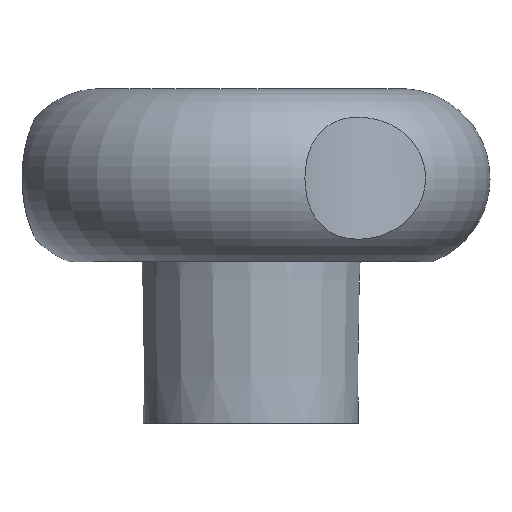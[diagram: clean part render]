
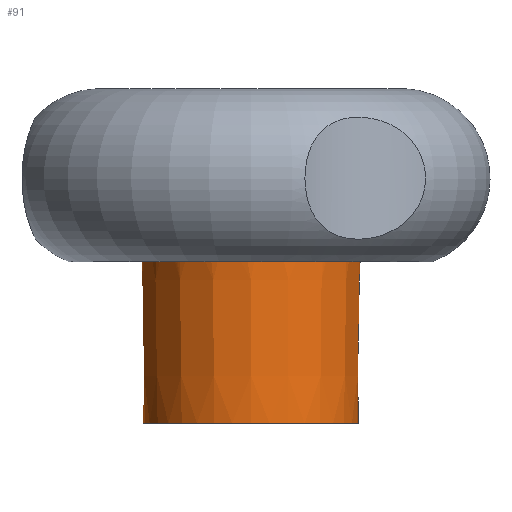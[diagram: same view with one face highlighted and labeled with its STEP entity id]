
A CAD part, left-side view. The second image highlights one B-rep face of the part: STEP entity #91.
In plain terms, the highlighted conical face has half-angle 0.983 degrees and reference radius 9 mm.
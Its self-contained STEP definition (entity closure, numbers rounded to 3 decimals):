
#91 = ADVANCED_FACE( '', ( #231, #232 ), #233, .T. );
#231 = FACE_OUTER_BOUND( '', #430, .T. );
#232 = FACE_BOUND( '', #431, .T. );
#233 = CONICAL_SURFACE( '', #432, 9., 0.017 );
#430 = EDGE_LOOP( '', ( #644, #645, #646, #647, #648, #649, #650, #651 ) );
#431 = EDGE_LOOP( '', ( #652 ) );
#432 = AXIS2_PLACEMENT_3D( '', #653, #654, #655 );
#644 = ORIENTED_EDGE( '', *, *, #1144, .F. );
#645 = ORIENTED_EDGE( '', *, *, #1145, .F. );
#646 = ORIENTED_EDGE( '', *, *, #1146, .F. );
#647 = ORIENTED_EDGE( '', *, *, #1134, .F. );
#648 = ORIENTED_EDGE( '', *, *, #1147, .F. );
#649 = ORIENTED_EDGE( '', *, *, #1148, .F. );
#650 = ORIENTED_EDGE( '', *, *, #1149, .F. );
#651 = ORIENTED_EDGE( '', *, *, #1150, .F. );
#652 = ORIENTED_EDGE( '', *, *, #1151, .T. );
#653 = CARTESIAN_POINT( '', ( 0., 0., 0. ) );
#654 = DIRECTION( '', ( 0., 0., 1. ) );
#655 = DIRECTION( '', ( 1., 0., 0. ) );
#1134 = EDGE_CURVE( '', #1341, #1337, #1343, .T. );
#1144 = EDGE_CURVE( '', #1359, #1324, #1360, .T. );
#1145 = EDGE_CURVE( '', #1361, #1359, #1362, .T. );
#1146 = EDGE_CURVE( '', #1337, #1361, #1363, .T. );
#1147 = EDGE_CURVE( '', #1364, #1341, #1365, .T. );
#1148 = EDGE_CURVE( '', #1366, #1364, #1367, .T. );
#1149 = EDGE_CURVE( '', #1368, #1366, #1369, .T. );
#1150 = EDGE_CURVE( '', #1324, #1368, #1370, .T. );
#1151 = EDGE_CURVE( '', #1371, #1371, #1372, .T. );
#1324 = VERTEX_POINT( '', #1619 );
#1337 = VERTEX_POINT( '', #1670 );
#1341 = VERTEX_POINT( '', #1683 );
#1343 = CIRCLE( '', #1694, 9.274 );
#1359 = VERTEX_POINT( '', #1724 );
#1360 = CIRCLE( '', #1725, 9.274 );
#1361 = VERTEX_POINT( '', #1726 );
#1362 = CIRCLE( '', #1727, 9.274 );
#1363 = CIRCLE( '', #1728, 9.274 );
#1364 = VERTEX_POINT( '', #1729 );
#1365 = CIRCLE( '', #1730, 9.274 );
#1366 = VERTEX_POINT( '', #1731 );
#1367 = CIRCLE( '', #1732, 9.274 );
#1368 = VERTEX_POINT( '', #1733 );
#1369 = CIRCLE( '', #1734, 9.274 );
#1370 = CIRCLE( '', #1735, 9.274 );
#1371 = VERTEX_POINT( '', #1736 );
#1372 = CIRCLE( '', #1737, 9. );
#1619 = CARTESIAN_POINT( '', ( 6.006, 7.067, 15.989 ) );
#1670 = CARTESIAN_POINT( '', ( 6.006, -7.067, 15.989 ) );
#1683 = CARTESIAN_POINT( '', ( -6.006, -7.067, 15.989 ) );
#1694 = AXIS2_PLACEMENT_3D( '', #2547, #2548, #2549 );
#1724 = CARTESIAN_POINT( '', ( 7.067, 6.006, 15.989 ) );
#1725 = AXIS2_PLACEMENT_3D( '', #2562, #2563, #2564 );
#1726 = CARTESIAN_POINT( '', ( 7.067, -6.006, 15.989 ) );
#1727 = AXIS2_PLACEMENT_3D( '', #2565, #2566, #2567 );
#1728 = AXIS2_PLACEMENT_3D( '', #2568, #2569, #2570 );
#1729 = CARTESIAN_POINT( '', ( -7.067, -6.006, 15.989 ) );
#1730 = AXIS2_PLACEMENT_3D( '', #2571, #2572, #2573 );
#1731 = CARTESIAN_POINT( '', ( -7.067, 6.006, 15.989 ) );
#1732 = AXIS2_PLACEMENT_3D( '', #2574, #2575, #2576 );
#1733 = CARTESIAN_POINT( '', ( -6.006, 7.067, 15.989 ) );
#1734 = AXIS2_PLACEMENT_3D( '', #2577, #2578, #2579 );
#1735 = AXIS2_PLACEMENT_3D( '', #2580, #2581, #2582 );
#1736 = CARTESIAN_POINT( '', ( 9., 0., 0. ) );
#1737 = AXIS2_PLACEMENT_3D( '', #2583, #2584, #2585 );
#2547 = CARTESIAN_POINT( '', ( 0., 0., 15.989 ) );
#2548 = DIRECTION( '', ( 0., 0., 1. ) );
#2549 = DIRECTION( '', ( 1., 0., 0. ) );
#2562 = CARTESIAN_POINT( '', ( 0., 0., 15.989 ) );
#2563 = DIRECTION( '', ( 0., 0., 1. ) );
#2564 = DIRECTION( '', ( 1., 0., 0. ) );
#2565 = CARTESIAN_POINT( '', ( 0., 0., 15.989 ) );
#2566 = DIRECTION( '', ( 0., 0., 1. ) );
#2567 = DIRECTION( '', ( 1., 0., 0. ) );
#2568 = CARTESIAN_POINT( '', ( 0., 0., 15.989 ) );
#2569 = DIRECTION( '', ( 0., 0., 1. ) );
#2570 = DIRECTION( '', ( 1., 0., 0. ) );
#2571 = CARTESIAN_POINT( '', ( 0., 0., 15.989 ) );
#2572 = DIRECTION( '', ( 0., 0., 1. ) );
#2573 = DIRECTION( '', ( 1., 0., 0. ) );
#2574 = CARTESIAN_POINT( '', ( 0., 0., 15.989 ) );
#2575 = DIRECTION( '', ( 0., 0., 1. ) );
#2576 = DIRECTION( '', ( 1., 0., 0. ) );
#2577 = CARTESIAN_POINT( '', ( 0., 0., 15.989 ) );
#2578 = DIRECTION( '', ( 0., 0., 1. ) );
#2579 = DIRECTION( '', ( 1., 0., 0. ) );
#2580 = CARTESIAN_POINT( '', ( 0., 0., 15.989 ) );
#2581 = DIRECTION( '', ( 0., 0., 1. ) );
#2582 = DIRECTION( '', ( 1., 0., 0. ) );
#2583 = CARTESIAN_POINT( '', ( 0., 0., 0. ) );
#2584 = DIRECTION( '', ( 0., 0., 1. ) );
#2585 = DIRECTION( '', ( 1., 0., 0. ) );
